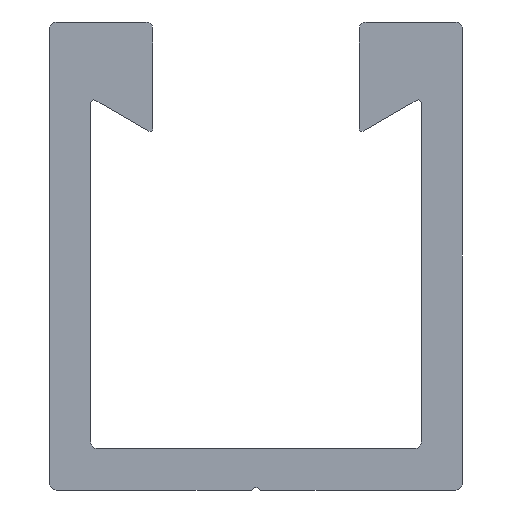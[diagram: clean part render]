
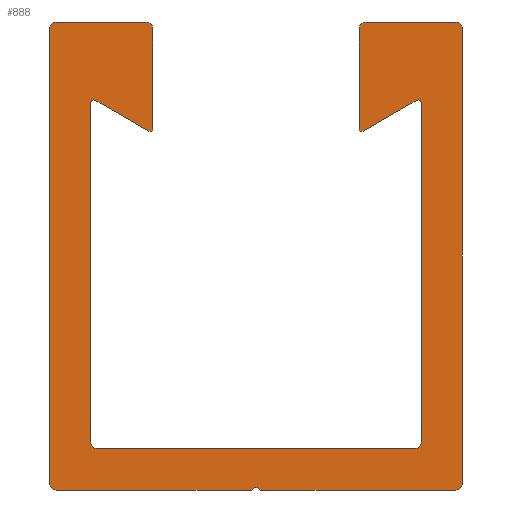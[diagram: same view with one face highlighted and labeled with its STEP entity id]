
A CAD part, left-side view. The second image highlights one B-rep face of the part: STEP entity #888.
In plain terms, the highlighted planar face has unit normal (-1, 0, 0).
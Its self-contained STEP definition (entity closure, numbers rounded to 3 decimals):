
#34=PLANE('',#1001);
#68=FACE_OUTER_BOUND('',#112,.T.);
#112=EDGE_LOOP('',(#720,#721,#722,#723,#724,#725,#726,#727,#728,#729,#730,
#731,#732,#733,#734,#735,#736,#737,#738,#739,#740,#741,#742,#743,#744,#745,
#746));
#155=CIRCLE('',#984,0.5);
#168=CIRCLE('',#1000,0.5);
#169=CIRCLE('',#1002,0.2);
#170=CIRCLE('',#1003,0.2);
#171=CIRCLE('',#1004,0.5);
#172=CIRCLE('',#1005,0.5);
#173=CIRCLE('',#1006,0.2);
#174=CIRCLE('',#1007,0.2);
#175=CIRCLE('',#1008,0.5);
#176=CIRCLE('',#1009,0.5);
#177=CIRCLE('',#1010,0.5);
#178=CIRCLE('',#1011,0.5);
#188=LINE('',#1407,#265);
#196=LINE('',#1421,#273);
#204=LINE('',#1437,#281);
#212=LINE('',#1458,#289);
#226=LINE('',#1512,#303);
#227=LINE('',#1516,#304);
#228=LINE('',#1520,#305);
#229=LINE('',#1524,#306);
#230=LINE('',#1528,#307);
#231=LINE('',#1531,#308);
#232=LINE('',#1533,#309);
#233=LINE('',#1537,#310);
#234=LINE('',#1540,#311);
#235=LINE('',#1544,#312);
#236=LINE('',#1547,#313);
#265=VECTOR('',#1127,10.);
#273=VECTOR('',#1139,10.);
#281=VECTOR('',#1159,10.);
#289=VECTOR('',#1181,10.);
#303=VECTOR('',#1227,10.);
#304=VECTOR('',#1230,10.);
#305=VECTOR('',#1233,10.);
#306=VECTOR('',#1236,10.);
#307=VECTOR('',#1239,10.);
#308=VECTOR('',#1242,10.);
#309=VECTOR('',#1243,10.);
#310=VECTOR('',#1246,10.);
#311=VECTOR('',#1249,10.);
#312=VECTOR('',#1252,10.);
#313=VECTOR('',#1255,10.);
#388=VERTEX_POINT('',#1404);
#389=VERTEX_POINT('',#1406);
#393=VERTEX_POINT('',#1419);
#395=VERTEX_POINT('',#1435);
#396=VERTEX_POINT('',#1445);
#397=VERTEX_POINT('',#1446);
#401=VERTEX_POINT('',#1456);
#422=VERTEX_POINT('',#1503);
#423=VERTEX_POINT('',#1504);
#424=VERTEX_POINT('',#1509);
#425=VERTEX_POINT('',#1511);
#426=VERTEX_POINT('',#1513);
#427=VERTEX_POINT('',#1515);
#428=VERTEX_POINT('',#1517);
#429=VERTEX_POINT('',#1519);
#430=VERTEX_POINT('',#1521);
#431=VERTEX_POINT('',#1523);
#432=VERTEX_POINT('',#1525);
#433=VERTEX_POINT('',#1527);
#434=VERTEX_POINT('',#1529);
#435=VERTEX_POINT('',#1532);
#436=VERTEX_POINT('',#1534);
#437=VERTEX_POINT('',#1536);
#438=VERTEX_POINT('',#1539);
#439=VERTEX_POINT('',#1541);
#440=VERTEX_POINT('',#1543);
#441=VERTEX_POINT('',#1545);
#486=EDGE_CURVE('',#389,#388,#188,.T.);
#494=EDGE_CURVE('',#388,#393,#196,.T.);
#502=EDGE_CURVE('',#393,#395,#204,.T.);
#506=EDGE_CURVE('',#396,#397,#155,.T.);
#512=EDGE_CURVE('',#396,#401,#212,.T.);
#535=EDGE_CURVE('',#422,#423,#168,.T.);
#538=EDGE_CURVE('',#424,#401,#169,.T.);
#539=EDGE_CURVE('',#424,#425,#226,.T.);
#540=EDGE_CURVE('',#426,#425,#170,.T.);
#541=EDGE_CURVE('',#426,#427,#227,.T.);
#542=EDGE_CURVE('',#428,#427,#171,.T.);
#543=EDGE_CURVE('',#428,#429,#228,.T.);
#544=EDGE_CURVE('',#430,#429,#172,.T.);
#545=EDGE_CURVE('',#430,#431,#229,.T.);
#546=EDGE_CURVE('',#432,#431,#173,.T.);
#547=EDGE_CURVE('',#432,#433,#230,.T.);
#548=EDGE_CURVE('',#434,#433,#174,.T.);
#549=EDGE_CURVE('',#434,#423,#231,.T.);
#550=EDGE_CURVE('',#422,#435,#232,.T.);
#551=EDGE_CURVE('',#436,#435,#175,.T.);
#552=EDGE_CURVE('',#436,#437,#233,.T.);
#553=EDGE_CURVE('',#389,#437,#176,.T.);
#554=EDGE_CURVE('',#395,#438,#234,.T.);
#555=EDGE_CURVE('',#439,#438,#177,.T.);
#556=EDGE_CURVE('',#439,#440,#235,.T.);
#557=EDGE_CURVE('',#441,#440,#178,.T.);
#558=EDGE_CURVE('',#441,#397,#236,.T.);
#720=ORIENTED_EDGE('',*,*,#506,.F.);
#721=ORIENTED_EDGE('',*,*,#512,.T.);
#722=ORIENTED_EDGE('',*,*,#538,.F.);
#723=ORIENTED_EDGE('',*,*,#539,.T.);
#724=ORIENTED_EDGE('',*,*,#540,.F.);
#725=ORIENTED_EDGE('',*,*,#541,.T.);
#726=ORIENTED_EDGE('',*,*,#542,.F.);
#727=ORIENTED_EDGE('',*,*,#543,.T.);
#728=ORIENTED_EDGE('',*,*,#544,.F.);
#729=ORIENTED_EDGE('',*,*,#545,.T.);
#730=ORIENTED_EDGE('',*,*,#546,.F.);
#731=ORIENTED_EDGE('',*,*,#547,.T.);
#732=ORIENTED_EDGE('',*,*,#548,.F.);
#733=ORIENTED_EDGE('',*,*,#549,.T.);
#734=ORIENTED_EDGE('',*,*,#535,.F.);
#735=ORIENTED_EDGE('',*,*,#550,.T.);
#736=ORIENTED_EDGE('',*,*,#551,.F.);
#737=ORIENTED_EDGE('',*,*,#552,.T.);
#738=ORIENTED_EDGE('',*,*,#553,.F.);
#739=ORIENTED_EDGE('',*,*,#486,.T.);
#740=ORIENTED_EDGE('',*,*,#494,.T.);
#741=ORIENTED_EDGE('',*,*,#502,.T.);
#742=ORIENTED_EDGE('',*,*,#554,.T.);
#743=ORIENTED_EDGE('',*,*,#555,.F.);
#744=ORIENTED_EDGE('',*,*,#556,.T.);
#745=ORIENTED_EDGE('',*,*,#557,.F.);
#746=ORIENTED_EDGE('',*,*,#558,.T.);
#888=ADVANCED_FACE('',(#68),#34,.T.);
#984=AXIS2_PLACEMENT_3D('',#1447,#1171,#1172);
#1000=AXIS2_PLACEMENT_3D('',#1505,#1219,#1220);
#1001=AXIS2_PLACEMENT_3D('',#1508,#1223,#1224);
#1002=AXIS2_PLACEMENT_3D('',#1510,#1225,#1226);
#1003=AXIS2_PLACEMENT_3D('',#1514,#1228,#1229);
#1004=AXIS2_PLACEMENT_3D('',#1518,#1231,#1232);
#1005=AXIS2_PLACEMENT_3D('',#1522,#1234,#1235);
#1006=AXIS2_PLACEMENT_3D('',#1526,#1237,#1238);
#1007=AXIS2_PLACEMENT_3D('',#1530,#1240,#1241);
#1008=AXIS2_PLACEMENT_3D('',#1535,#1244,#1245);
#1009=AXIS2_PLACEMENT_3D('',#1538,#1247,#1248);
#1010=AXIS2_PLACEMENT_3D('',#1542,#1250,#1251);
#1011=AXIS2_PLACEMENT_3D('',#1546,#1253,#1254);
#1127=DIRECTION('',(0.,-1.,0.));
#1139=DIRECTION('',(0.,-0.866,0.5));
#1159=DIRECTION('',(0.,-0.866,-0.5));
#1171=DIRECTION('center_axis',(1.,0.,0.));
#1172=DIRECTION('ref_axis',(0.,0.707,0.707));
#1181=DIRECTION('',(0.,0.,-1.));
#1219=DIRECTION('center_axis',(1.,0.,0.));
#1220=DIRECTION('ref_axis',(0.,-0.707,0.707));
#1223=DIRECTION('center_axis',(-1.,0.,0.));
#1224=DIRECTION('ref_axis',(0.,0.,1.));
#1225=DIRECTION('center_axis',(1.,0.,0.));
#1226=DIRECTION('ref_axis',(0.,0.5,-0.866));
#1227=DIRECTION('',(0.,-0.866,0.5));
#1228=DIRECTION('center_axis',(-1.,0.,0.));
#1229=DIRECTION('ref_axis',(0.,-0.5,0.866));
#1230=DIRECTION('',(0.,0.,-1.));
#1231=DIRECTION('center_axis',(-1.,0.,0.));
#1232=DIRECTION('ref_axis',(0.,-0.707,-0.707));
#1233=DIRECTION('',(0.,1.,0.));
#1234=DIRECTION('center_axis',(-1.,0.,0.));
#1235=DIRECTION('ref_axis',(0.,0.707,-0.707));
#1236=DIRECTION('',(0.,0.,1.));
#1237=DIRECTION('center_axis',(-1.,0.,0.));
#1238=DIRECTION('ref_axis',(0.,0.5,0.866));
#1239=DIRECTION('',(0.,-0.866,-0.5));
#1240=DIRECTION('center_axis',(1.,0.,0.));
#1241=DIRECTION('ref_axis',(0.,-0.5,-0.866));
#1242=DIRECTION('',(0.,0.,1.));
#1243=DIRECTION('',(0.,1.,0.));
#1244=DIRECTION('center_axis',(1.,0.,0.));
#1245=DIRECTION('ref_axis',(0.,0.707,0.707));
#1246=DIRECTION('',(0.,0.,-1.));
#1247=DIRECTION('center_axis',(1.,0.,0.));
#1248=DIRECTION('ref_axis',(0.,0.707,-0.707));
#1249=DIRECTION('',(0.,-1.,0.));
#1250=DIRECTION('center_axis',(1.,0.,0.));
#1251=DIRECTION('ref_axis',(0.,-0.707,-0.707));
#1252=DIRECTION('',(0.,0.,1.));
#1253=DIRECTION('center_axis',(1.,0.,0.));
#1254=DIRECTION('ref_axis',(0.,-0.707,0.707));
#1255=DIRECTION('',(0.,1.,0.));
#1404=CARTESIAN_POINT('',(-290.,0.346,0.));
#1406=CARTESIAN_POINT('',(-290.,14.5,0.));
#1407=CARTESIAN_POINT('',(-290.,-15.,0.));
#1419=CARTESIAN_POINT('',(-290.,0.,0.2));
#1421=CARTESIAN_POINT('',(-290.,-3.637,2.3));
#1435=CARTESIAN_POINT('',(-290.,-0.346,0.));
#1437=CARTESIAN_POINT('',(-290.,3.464,2.2));
#1445=CARTESIAN_POINT('',(-290.,-7.5,33.5));
#1446=CARTESIAN_POINT('',(-290.,-8.,34.));
#1447=CARTESIAN_POINT('Origin',(-290.,-8.,33.5));
#1456=CARTESIAN_POINT('',(-290.,-7.5,26.246));
#1458=CARTESIAN_POINT('',(-290.,-7.5,25.9));
#1503=CARTESIAN_POINT('',(-290.,8.,34.));
#1504=CARTESIAN_POINT('',(-290.,7.5,33.5));
#1505=CARTESIAN_POINT('Origin',(-290.,8.,33.5));
#1508=CARTESIAN_POINT('Origin',(-290.,0.,17.));
#1509=CARTESIAN_POINT('',(-290.,-7.8,26.073));
#1510=CARTESIAN_POINT('Origin',(-290.,-7.7,26.246));
#1511=CARTESIAN_POINT('',(-290.,-11.7,28.325));
#1512=CARTESIAN_POINT('',(-290.,-12.,28.498));
#1513=CARTESIAN_POINT('',(-290.,-12.,28.152));
#1514=CARTESIAN_POINT('Origin',(-290.,-11.8,28.152));
#1515=CARTESIAN_POINT('',(-290.,-12.,3.5));
#1516=CARTESIAN_POINT('',(-290.,-12.,3.));
#1517=CARTESIAN_POINT('',(-290.,-11.5,3.));
#1518=CARTESIAN_POINT('Origin',(-290.,-11.5,3.5));
#1519=CARTESIAN_POINT('',(-290.,11.5,3.));
#1520=CARTESIAN_POINT('',(-290.,12.,3.));
#1521=CARTESIAN_POINT('',(-290.,12.,3.5));
#1522=CARTESIAN_POINT('Origin',(-290.,11.5,3.5));
#1523=CARTESIAN_POINT('',(-290.,12.,28.152));
#1524=CARTESIAN_POINT('',(-290.,12.,28.498));
#1525=CARTESIAN_POINT('',(-290.,11.7,28.325));
#1526=CARTESIAN_POINT('Origin',(-290.,11.8,28.152));
#1527=CARTESIAN_POINT('',(-290.,7.8,26.073));
#1528=CARTESIAN_POINT('',(-290.,7.5,25.9));
#1529=CARTESIAN_POINT('',(-290.,7.5,26.246));
#1530=CARTESIAN_POINT('Origin',(-290.,7.7,26.246));
#1531=CARTESIAN_POINT('',(-290.,7.5,34.));
#1532=CARTESIAN_POINT('',(-290.,14.5,34.));
#1533=CARTESIAN_POINT('',(-290.,15.,34.));
#1534=CARTESIAN_POINT('',(-290.,15.,33.5));
#1535=CARTESIAN_POINT('Origin',(-290.,14.5,33.5));
#1536=CARTESIAN_POINT('',(-290.,15.,0.5));
#1537=CARTESIAN_POINT('',(-290.,15.,0.));
#1538=CARTESIAN_POINT('Origin',(-290.,14.5,0.5));
#1539=CARTESIAN_POINT('',(-290.,-14.5,0.));
#1540=CARTESIAN_POINT('',(-290.,-15.,0.));
#1541=CARTESIAN_POINT('',(-290.,-15.,0.5));
#1542=CARTESIAN_POINT('Origin',(-290.,-14.5,0.5));
#1543=CARTESIAN_POINT('',(-290.,-15.,33.5));
#1544=CARTESIAN_POINT('',(-290.,-15.,34.));
#1545=CARTESIAN_POINT('',(-290.,-14.5,34.));
#1546=CARTESIAN_POINT('Origin',(-290.,-14.5,33.5));
#1547=CARTESIAN_POINT('',(-290.,-7.5,34.));
